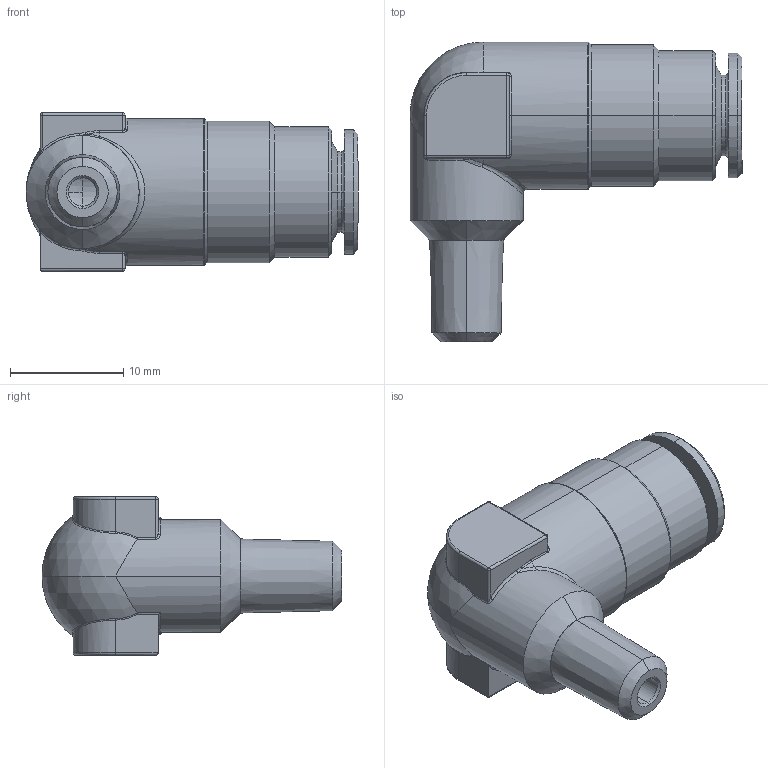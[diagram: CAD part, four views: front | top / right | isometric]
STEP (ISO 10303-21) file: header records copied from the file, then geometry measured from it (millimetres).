
FILE_DESCRIPTION (( 'STEP AP203' ), '1' );
FILE_NAME ('H0040130.STEP', '2010-06-21T13:11:14', ( '' ), ( '' ), 'SwSTEP 2.0', 'SolidWorks 2009', '' );
FILE_SCHEMA (( 'CONFIG_CONTROL_DESIGN' ));
Length unit declared in the file: millimetre
Products named in the file (1): H0040130
Bounding box: 29.34 x 26.5 x 14 mm (x, y, z)
Volume: 3300.4 mm3; surface area: 2344.7 mm2
Topology: 1 solids, 1 shells, 116 faces, 269 edges, 151 vertices
Faces by surface type: cylinder 39, cone 22, torus 17, plane 15, bspline 12, sphere 11
Entity records: 4454 total; most frequent: CARTESIAN_POINT 1788, DIRECTION 581, ORIENTED_EDGE 524, EDGE_CURVE 262, AXIS2_PLACEMENT_3D 249, VERTEX_POINT 151, CIRCLE 144, EDGE_LOOP 121
